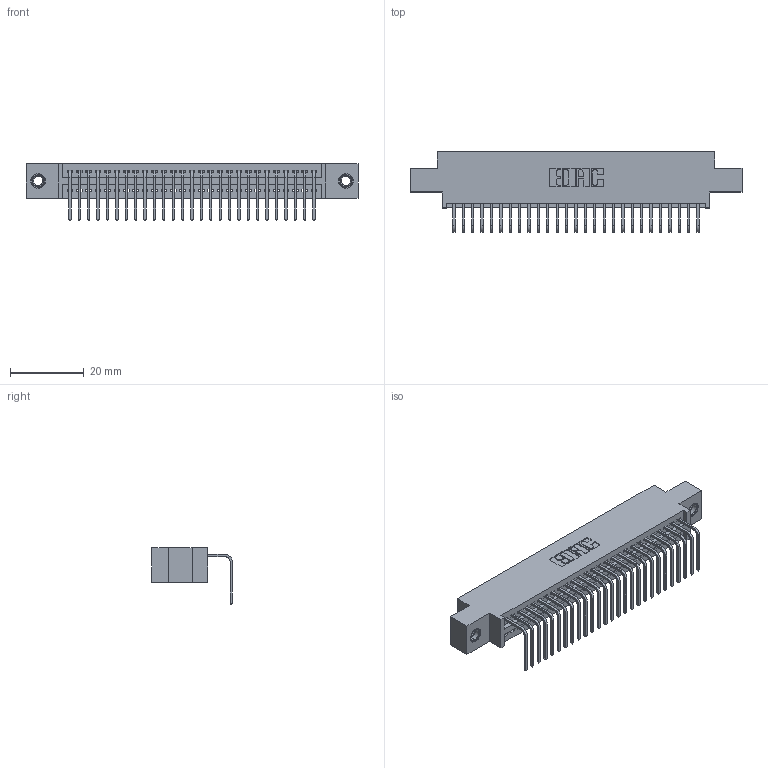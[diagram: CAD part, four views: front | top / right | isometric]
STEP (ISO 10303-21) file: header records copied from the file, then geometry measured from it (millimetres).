
FILE_DESCRIPTION (( 'STEP AP203' ), '1' );
FILE_NAME ('395-027-558-607.STEP', '2019-10-11T05:32:39', ( '' ), ( '' ), 'SwSTEP 2.0', 'SolidWorks 2016', '' );
FILE_SCHEMA (( 'CONFIG_CONTROL_DESIGN' ));
Length unit declared in the file: inch
Products named in the file (4): 345 Part_0.170 Offset - 0.156 Dia-TI; 345-292-001_558 Tail - 2; 345-250-001_345-250-005-103; 395-027-558-607
Assembly tree (30 placements, depth 2):
  395-027-558-607
    345 Part_0.170 Offset - 0.156 Dia-TI
    345-292-001_558 Tail - 2  x27
    345-250-001_345-250-005-103  x2
Bounding box: 89.79 x 21.83 x 15.37 mm (x, y, z)
Volume: 8368.4 mm3; surface area: 11604.7 mm2
Topology: 30 solids, 30 shells, 1810 faces, 5403 edges, 3558 vertices
Faces by surface type: plane 1250, cylinder 544, cone 12, torus 4
Entity records: 23742 total; most frequent: CARTESIAN_POINT 4096, ORIENTED_EDGE 4050, DIRECTION 3625, EDGE_CURVE 2025, VECTOR 1765, LINE 1765, VERTEX_POINT 1344, AXIS2_PLACEMENT_3D 930
